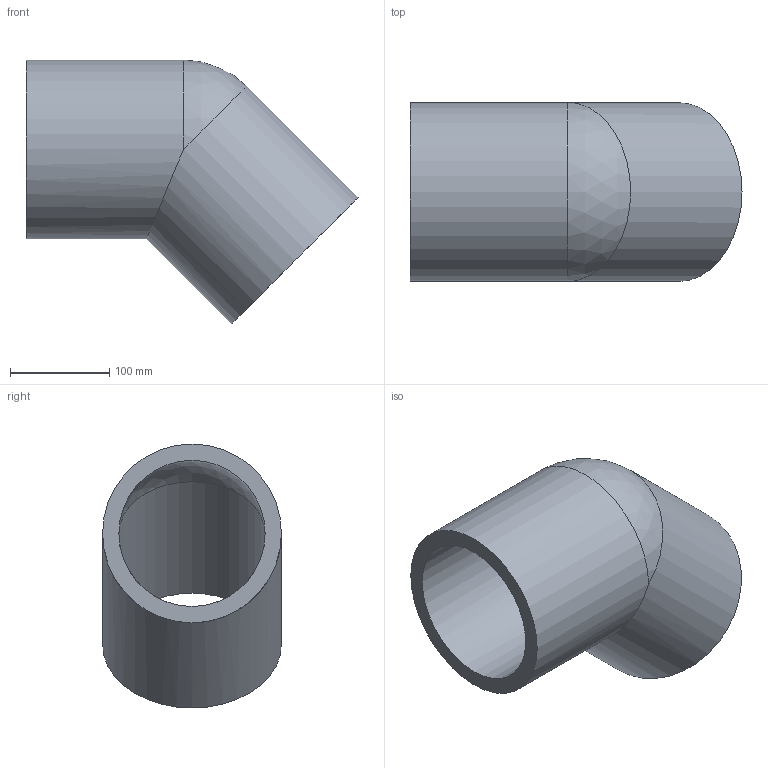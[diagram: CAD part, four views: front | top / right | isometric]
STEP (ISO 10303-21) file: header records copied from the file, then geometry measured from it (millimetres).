
FILE_DESCRIPTION( ( 'STEP AP203' ), '1' );
FILE_NAME( '72060018011(architecture400).stp', '2022-05-20T10:53:41', ( 'License CC BY-ND 4.0' ), ( 'CADENAS' ), ' ', 'PARTsolutions', ' ' );
FILE_SCHEMA( ( 'CONFIG_CONTROL_DESIGN' ) );
Length unit declared in the file: millimetre
Products named in the file (1): _72060018011(architecture400)
Bounding box: 334.22 x 180 x 265.72 mm (x, y, z)
Volume: 2662523.6 mm3; surface area: 341548.3 mm2
Topology: 1 solids, 1 shells, 8 faces, 16 edges, 10 vertices
Faces by surface type: cylinder 4, plane 2, sphere 2
Full cylindrical faces by diameter (mm): 147.2 x2, 180 x2
Entity records: 224 total; most frequent: DIRECTION 38, CARTESIAN_POINT 27, ORIENTED_EDGE 20, AXIS2_PLACEMENT_3D 19, EDGE_LOOP 14, FACE_OUTER_BOUND 12, EDGE_CURVE 10, ADVANCED_FACE 8
